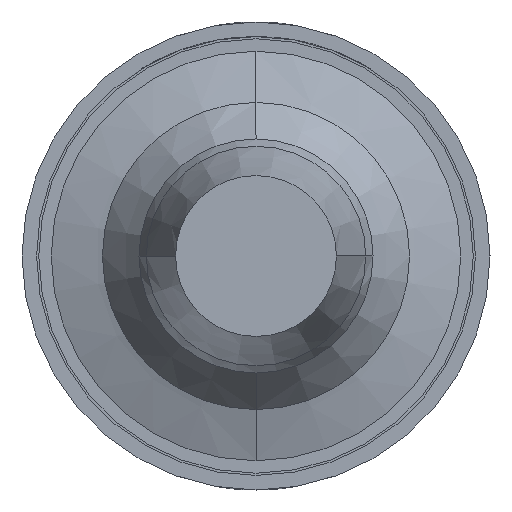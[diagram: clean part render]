
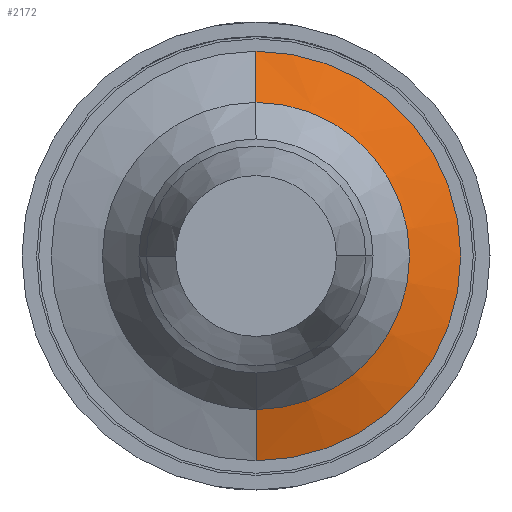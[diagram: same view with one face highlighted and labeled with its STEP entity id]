
A CAD part, front view. The second image highlights one B-rep face of the part: STEP entity #2172.
In plain terms, the highlighted conical face has half-angle 71.565 degrees and reference radius 0.8 mm.
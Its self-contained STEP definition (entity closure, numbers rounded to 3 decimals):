
#123 = ORIENTED_EDGE ( 'NONE', *, *, #5699, .T. ) ;
#204 = EDGE_LOOP ( 'NONE', ( #4046, #123, #1104, #4699 ) ) ;
#593 = EDGE_CURVE ( 'Defeature ausgef�hrt1_35+Defeature ausgef�hrt1_34+Defeature ausgef�hrt1_34+Defeature ausgef�hrt1_34', #1337, #3223, #1824, .T. ) ;
#1041 = CARTESIAN_POINT ( 'NONE',  ( 0., -9.3, 0. ) ) ;
#1060 = DIRECTION ( 'NONE',  ( 0., 1., 0. ) ) ;
#1104 = ORIENTED_EDGE ( 'NONE', *, *, #2706, .T. ) ;
#1203 = VECTOR ( 'NONE', #6156, 1000. ) ;
#1281 = CONICAL_SURFACE ( 'NONE', #5540, 0.8, 1.249 ) ;
#1337 = VERTEX_POINT ( 'NONE', #3315 ) ;
#1501 = CARTESIAN_POINT ( 'NONE',  ( 0., -9.3, -0.8 ) ) ;
#1781 = FACE_OUTER_BOUND ( 'NONE', #204, .T. ) ;
#1824 = CIRCLE ( 'NONE', #1983, 1.4 ) ;
#1983 = AXIS2_PLACEMENT_3D ( 'NONE', #3777, #3403, #3760 ) ;
#2088 = LINE ( 'NONE', #1501, #1203 ) ;
#2172 = ADVANCED_FACE ( 'Defeature ausgef�hrt1_34', ( #1781 ), #1281, .T. ) ;
#2244 = CARTESIAN_POINT ( 'NONE',  ( 0., -9.3, 0.8 ) ) ;
#2399 = DIRECTION ( 'NONE',  ( 0., 0.316, 0.949 ) ) ;
#2622 = DIRECTION ( 'NONE',  ( 0., 0., -1. ) ) ;
#2706 = EDGE_CURVE ( 'NONE', #6706, #3223, #2088, .T. ) ;
#2883 = CARTESIAN_POINT ( 'NONE',  ( 0., -9.1, -1.4 ) ) ;
#3223 = VERTEX_POINT ( 'NONE', #2883 ) ;
#3315 = CARTESIAN_POINT ( 'NONE',  ( 0., -9.1, 1.4 ) ) ;
#3403 = DIRECTION ( 'NONE',  ( 0., 1., 0. ) ) ;
#3760 = DIRECTION ( 'NONE',  ( 0., 0., -1. ) ) ;
#3777 = CARTESIAN_POINT ( 'NONE',  ( 0., -9.1, 0. ) ) ;
#3790 = LINE ( 'NONE', #4590, #5672 ) ;
#4046 = ORIENTED_EDGE ( 'NONE', *, *, #4972, .F. ) ;
#4283 = CIRCLE ( 'NONE', #5230, 0.8 ) ;
#4590 = CARTESIAN_POINT ( 'NONE',  ( 0., -9.3, 0.8 ) ) ;
#4699 = ORIENTED_EDGE ( 'NONE', *, *, #593, .F. ) ;
#4787 = DIRECTION ( 'NONE',  ( 0., 1., 0. ) ) ;
#4847 = CARTESIAN_POINT ( 'NONE',  ( 0., -9.3, 0. ) ) ;
#4972 = EDGE_CURVE ( 'NONE', #6067, #1337, #3790, .T. ) ;
#5230 = AXIS2_PLACEMENT_3D ( 'NONE', #1041, #1060, #2622 ) ;
#5540 = AXIS2_PLACEMENT_3D ( 'NONE', #4847, #4787, #6434 ) ;
#5672 = VECTOR ( 'NONE', #2399, 1000. ) ;
#5699 = EDGE_CURVE ( 'Defeature ausgef�hrt1_34+Defeature ausgef�hrt1_33+Defeature ausgef�hrt1_33+Defeature ausgef�hrt1_33', #6067, #6706, #4283, .T. ) ;
#5994 = CARTESIAN_POINT ( 'NONE',  ( 0., -9.3, -0.8 ) ) ;
#6067 = VERTEX_POINT ( 'NONE', #2244 ) ;
#6156 = DIRECTION ( 'NONE',  ( 0., 0.316, -0.949 ) ) ;
#6434 = DIRECTION ( 'NONE',  ( 0., 0., -1. ) ) ;
#6706 = VERTEX_POINT ( 'NONE', #5994 ) ;
